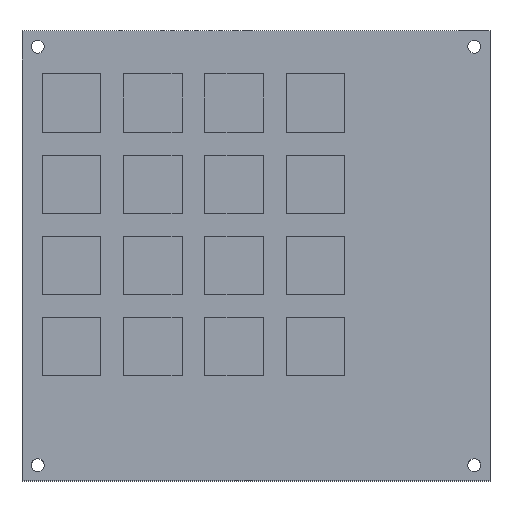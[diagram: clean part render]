
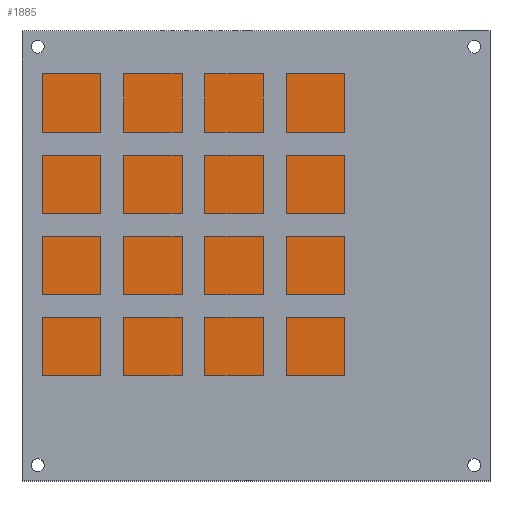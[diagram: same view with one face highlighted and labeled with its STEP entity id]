
A CAD part, top view. The second image highlights one B-rep face of the part: STEP entity #1885.
In plain terms, the highlighted planar face has unit normal (0, 0, 1).
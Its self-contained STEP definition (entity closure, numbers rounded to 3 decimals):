
#105=FACE_OUTER_BOUND('',#201,.T.);
#201=EDGE_LOOP('',(#1337,#1338,#1339,#1340,#1341,#1342,#1343,#1344));
#324=LINE('',#2559,#572);
#326=LINE('',#2565,#574);
#340=LINE('',#2599,#588);
#341=LINE('',#2602,#589);
#343=LINE('',#2606,#591);
#345=LINE('',#2610,#593);
#347=LINE('',#2613,#595);
#360=LINE('',#2646,#608);
#572=VECTOR('',#2091,10.);
#574=VECTOR('',#2095,10.);
#588=VECTOR('',#2121,10.);
#589=VECTOR('',#2124,10.);
#591=VECTOR('',#2128,10.);
#593=VECTOR('',#2132,10.);
#595=VECTOR('',#2136,10.);
#608=VECTOR('',#2173,10.);
#818=VERTEX_POINT('',#2553);
#820=VERTEX_POINT('',#2557);
#821=VERTEX_POINT('',#2561);
#823=VERTEX_POINT('',#2564);
#837=VERTEX_POINT('',#2597);
#838=VERTEX_POINT('',#2601);
#839=VERTEX_POINT('',#2605);
#840=VERTEX_POINT('',#2609);
#996=EDGE_CURVE('',#818,#820,#324,.T.);
#998=EDGE_CURVE('',#821,#823,#326,.T.);
#1016=EDGE_CURVE('',#820,#837,#340,.T.);
#1017=EDGE_CURVE('',#838,#823,#341,.T.);
#1019=EDGE_CURVE('',#837,#839,#343,.T.);
#1021=EDGE_CURVE('',#839,#840,#345,.T.);
#1023=EDGE_CURVE('',#840,#838,#347,.T.);
#1040=EDGE_CURVE('',#818,#821,#360,.T.);
#1337=ORIENTED_EDGE('',*,*,#1017,.T.);
#1338=ORIENTED_EDGE('',*,*,#998,.F.);
#1339=ORIENTED_EDGE('',*,*,#1040,.F.);
#1340=ORIENTED_EDGE('',*,*,#996,.T.);
#1341=ORIENTED_EDGE('',*,*,#1016,.T.);
#1342=ORIENTED_EDGE('',*,*,#1019,.T.);
#1343=ORIENTED_EDGE('',*,*,#1021,.T.);
#1344=ORIENTED_EDGE('',*,*,#1023,.T.);
#1797=PLANE('',#2000);
#1885=ADVANCED_FACE('',(#105),#1797,.T.);
#2000=AXIS2_PLACEMENT_3D('',#2647,#2174,#2175);
#2091=DIRECTION('',(0.,-1.,0.));
#2095=DIRECTION('',(0.,-1.,0.));
#2121=DIRECTION('',(-1.,0.,0.));
#2124=DIRECTION('',(-1.,0.,0.));
#2128=DIRECTION('',(0.,-1.,0.));
#2132=DIRECTION('',(1.,0.,0.));
#2136=DIRECTION('',(0.,1.,0.));
#2173=DIRECTION('',(1.,0.,0.));
#2174=DIRECTION('center_axis',(0.,0.,1.));
#2175=DIRECTION('ref_axis',(1.,0.,0.));
#2553=CARTESIAN_POINT('',(34.,50.,3.));
#2557=CARTESIAN_POINT('',(34.,43.,3.));
#2559=CARTESIAN_POINT('',(34.,50.,3.));
#2561=CARTESIAN_POINT('',(45.,50.,3.));
#2564=CARTESIAN_POINT('',(45.,43.,3.));
#2565=CARTESIAN_POINT('',(45.,50.,3.));
#2597=CARTESIAN_POINT('',(-50.,43.,3.));
#2599=CARTESIAN_POINT('',(-25.,43.,3.));
#2601=CARTESIAN_POINT('',(50.,43.,3.));
#2602=CARTESIAN_POINT('',(-25.,43.,3.));
#2605=CARTESIAN_POINT('',(-50.,-43.,3.));
#2606=CARTESIAN_POINT('',(-50.,-21.5,3.));
#2609=CARTESIAN_POINT('',(50.,-43.,3.));
#2610=CARTESIAN_POINT('',(25.,-43.,3.));
#2613=CARTESIAN_POINT('',(50.,21.5,3.));
#2646=CARTESIAN_POINT('',(43.,50.,3.));
#2647=CARTESIAN_POINT('Origin',(0.,0.,
3.));
